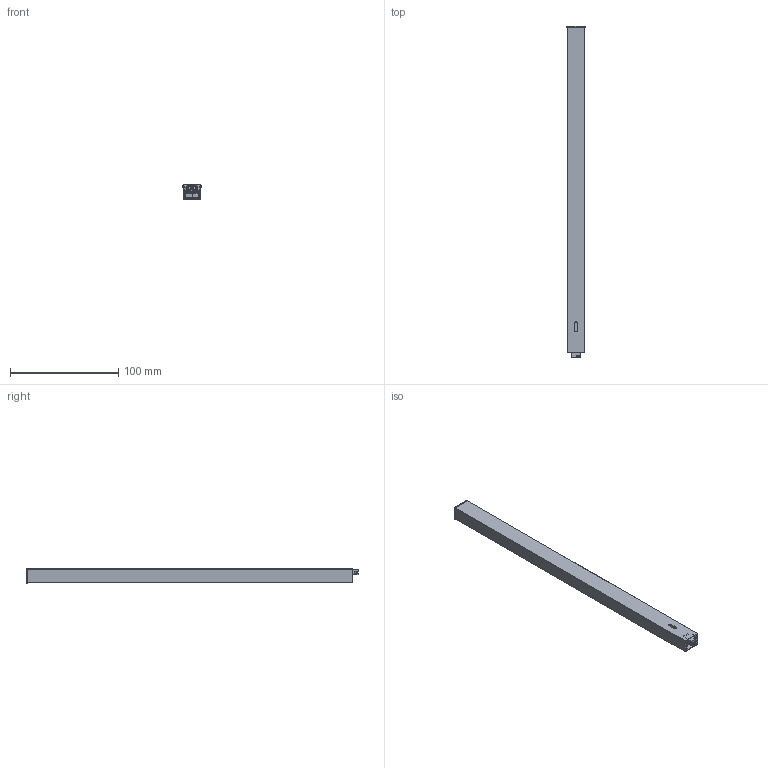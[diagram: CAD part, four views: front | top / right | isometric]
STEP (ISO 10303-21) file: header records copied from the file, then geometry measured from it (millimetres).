
FILE_DESCRIPTION(/* description */ ('This is a sample STEP configuration'),/* implementation_level */ '2;1');
FILE_NAME(/* name */ '708-005030xxxxxx SIMPLE.ipt_Rev_00.1.stp',/* time_stamp */ '2023-04-04T11:48:18+02:00',/* author */ ('powerJobs'),/* organization */ ('coolOrange'),/* preprocessor_version */ 'ST-DEVELOPER v19.2',/* originating_system */ 'Autodesk Inventor 2023',/* authorisation */ '');
FILE_SCHEMA (('AUTOMOTIVE_DESIGN { 1 0 10303 214 3 1 1 }'));
Length unit declared in the file: millimetre
Products named in the file (1): ENG000026404
Bounding box: 16.69 x 306.21 x 13.11 mm (x, y, z)
Volume: 28937.4 mm3; surface area: 46434.3 mm2
Topology: 2 solids, 2 shells, 939 faces, 2555 edges, 1655 vertices
Faces by surface type: plane 591, cylinder 278, bspline 62, cone 4, sphere 4
Full cylindrical faces by diameter (mm): 0.3 x4, 0.35 x4, 2 x4
Entity records: 34875 total; most frequent: CARTESIAN_POINT 11140, ORIENTED_EDGE 5102, DIRECTION 4693, EDGE_CURVE 2551, LINE 1821, VECTOR 1821, VERTEX_POINT 1655, AXIS2_PLACEMENT_3D 1436
